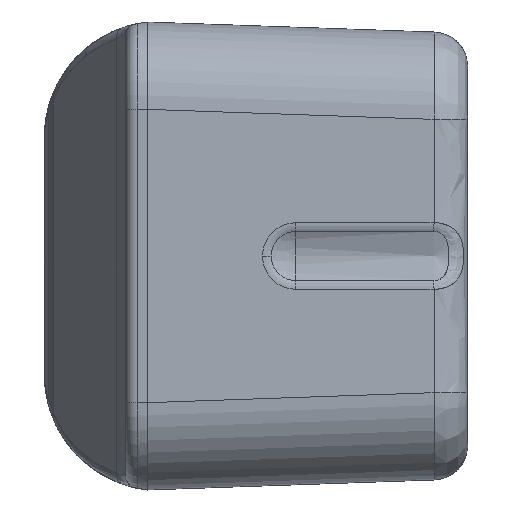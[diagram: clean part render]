
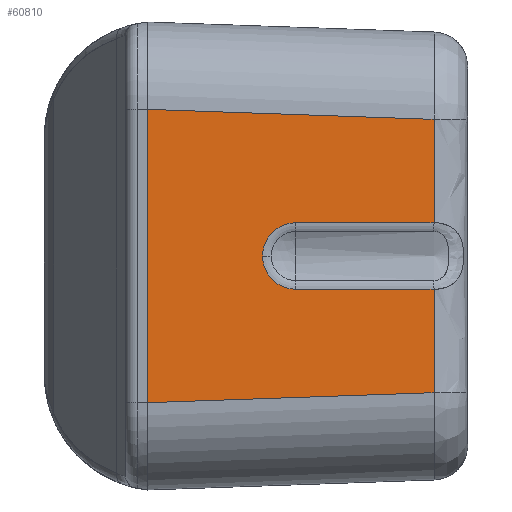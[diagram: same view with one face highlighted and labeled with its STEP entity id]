
A CAD part, left-side view. The second image highlights one B-rep face of the part: STEP entity #60810.
In plain terms, the highlighted planar face has unit normal (0.999, 0.035, 0).
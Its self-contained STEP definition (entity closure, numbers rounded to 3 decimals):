
#60738=CARTESIAN_POINT('',(-71.061,30.395,-26.187));
#60739=DIRECTION('',(0.999,0.035,0.0));
#60740=DIRECTION('',(0.0,0.0,1.0));
#60741=AXIS2_PLACEMENT_3D('',#60738,#60739,#60740);
#60742=PLANE('',#60741);
#60743=CARTESIAN_POINT('',(-71.031,29.516,-5.714));
#60744=VERTEX_POINT('',#60743);
#60745=CARTESIAN_POINT('',(-71.031,29.516,5.714));
#60746=VERTEX_POINT('',#60745);
#60747=CARTESIAN_POINT('',(-71.031,29.516,0.));
#60748=DIRECTION('',(0.999,0.035,0.));
#60749=DIRECTION('',(0.,0.,-1.0));
#60750=AXIS2_PLACEMENT_3D('',#60747,#60748,#60749);
#60751=CIRCLE('',#60750,5.714);
#60752=EDGE_CURVE('',#60744,#60746,#60751,.T.);
#60753=ORIENTED_EDGE('',*,*,#60752,.F.);
#60754=CARTESIAN_POINT('',(-70.202,5.791,-5.714));
#60755=VERTEX_POINT('',#60754);
#60756=CARTESIAN_POINT('',(-71.031,29.516,-5.714));
#60757=DIRECTION('',(0.035,-0.999,0.));
#60758=VECTOR('',#60757,23.739);
#60759=LINE('',#60756,#60758);
#60760=EDGE_CURVE('',#60744,#60755,#60759,.T.);
#60761=ORIENTED_EDGE('',*,*,#60760,.T.);
#60762=CARTESIAN_POINT('',(-70.202,5.791,-23.461));
#60763=VERTEX_POINT('',#60762);
#60764=CARTESIAN_POINT('',(-70.202,5.791,-5.714));
#60765=DIRECTION('',(0.,0.,-1.0));
#60766=VECTOR('',#60765,17.747);
#60767=LINE('',#60764,#60766);
#60768=EDGE_CURVE('',#60755,#60763,#60767,.T.);
#60769=ORIENTED_EDGE('',*,*,#60768,.T.);
#60770=CARTESIAN_POINT('',(-71.921,55.,-25.18));
#60771=VERTEX_POINT('',#60770);
#60772=CARTESIAN_POINT('',(-71.921,55.,-25.18));
#60773=DIRECTION('',(0.035,-0.999,0.035));
#60774=VECTOR('',#60773,49.269);
#60775=LINE('',#60772,#60774);
#60776=EDGE_CURVE('',#60771,#60763,#60775,.T.);
#60777=ORIENTED_EDGE('',*,*,#60776,.F.);
#60778=CARTESIAN_POINT('',(-71.921,55.,25.18));
#60779=VERTEX_POINT('',#60778);
#60780=CARTESIAN_POINT('',(-71.921,55.,-25.18));
#60781=DIRECTION('',(0.,0.,1.0));
#60782=VECTOR('',#60781,50.36);
#60783=LINE('',#60780,#60782);
#60784=EDGE_CURVE('',#60771,#60779,#60783,.T.);
#60785=ORIENTED_EDGE('',*,*,#60784,.T.);
#60786=CARTESIAN_POINT('',(-70.202,5.791,23.461));
#60787=VERTEX_POINT('',#60786);
#60788=CARTESIAN_POINT('',(-70.202,5.791,23.461));
#60789=DIRECTION('',(-0.035,0.999,0.035));
#60790=VECTOR('',#60789,49.269);
#60791=LINE('',#60788,#60790);
#60792=EDGE_CURVE('',#60787,#60779,#60791,.T.);
#60793=ORIENTED_EDGE('',*,*,#60792,.F.);
#60794=CARTESIAN_POINT('',(-70.202,5.791,5.714));
#60795=VERTEX_POINT('',#60794);
#60796=CARTESIAN_POINT('',(-70.202,5.791,23.461));
#60797=DIRECTION('',(0.,0.,-1.0));
#60798=VECTOR('',#60797,17.747);
#60799=LINE('',#60796,#60798);
#60800=EDGE_CURVE('',#60787,#60795,#60799,.T.);
#60801=ORIENTED_EDGE('',*,*,#60800,.T.);
#60802=CARTESIAN_POINT('',(-70.202,5.791,5.714));
#60803=DIRECTION('',(-0.035,0.999,0.));
#60804=VECTOR('',#60803,23.739);
#60805=LINE('',#60802,#60804);
#60806=EDGE_CURVE('',#60795,#60746,#60805,.T.);
#60807=ORIENTED_EDGE('',*,*,#60806,.T.);
#60808=EDGE_LOOP('',(#60753,#60761,#60769,#60777,#60785,#60793,#60801,#60807));
#60809=FACE_OUTER_BOUND('',#60808,.T.);
#60810=ADVANCED_FACE('',(#60809),#60742,.T.);
